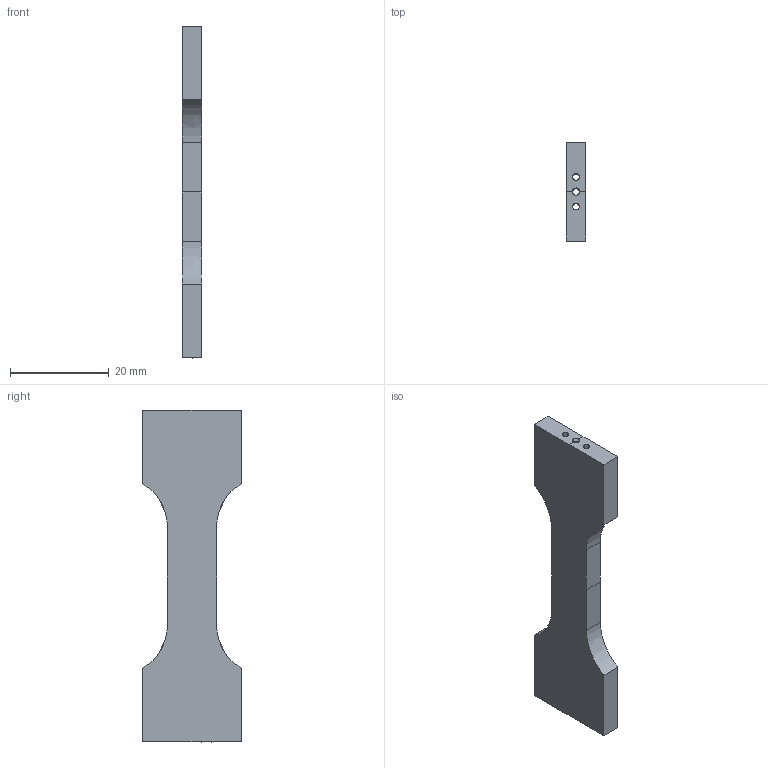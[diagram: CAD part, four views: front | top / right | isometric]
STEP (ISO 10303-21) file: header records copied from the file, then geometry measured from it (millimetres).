
FILE_DESCRIPTION(('3DEXPERIENCE STEP','CAx-IF Rec.Pracs.--- Model Styling and Organization---1.5--- 2016-08-15','CAx-IF Rec.Pracs.---Supplemental Geometry---1.0---2011-11-01','CAx-IF Rec.Pracs.--- Composite Materials ---3.4---2017-06-13','CAx-IF Rec.Pracs.---Tessellated 3D Geometry---1.0---2015-12-17'),'2;1');
FILE_NAME('dogbone_24%_20_1x3_Irivet10040706_201000.stp','2025-02-19T15:21:44+00:00',('none'),('none'),'3DEXPERIENCE Platform3DEXPERIENCE R2025x HotFix 1.7','3DEXPERIENCE Platform STEP AP242 v3','none');
FILE_SCHEMA(('AP242_MANAGED_MODEL_BASED_3D_ENGINEERING_MIM_LF {1 0 10303 442 1 1 4}'));
Length unit declared in the file: millimetre
Products named in the file (1): 3D Shape00953776
Bounding box: 4 x 20 x 67.32 mm (x, y, z)
Volume: 3722.4 mm3; surface area: 3834.1 mm2
Topology: 1 solids, 1 shells, 628 faces, 1292 edges, 666 vertices
Faces by surface type: cone 404, cylinder 206, plane 14, extrusion 4
Entity records: 13789 total; most frequent: ORIENTED_EDGE 2560, CARTESIAN_POINT 2337, DIRECTION 1848, EDGE_CURVE 1280, AXIS2_PLACEMENT_3D 901, VECTOR 668, LINE 664, VERTEX_POINT 652
